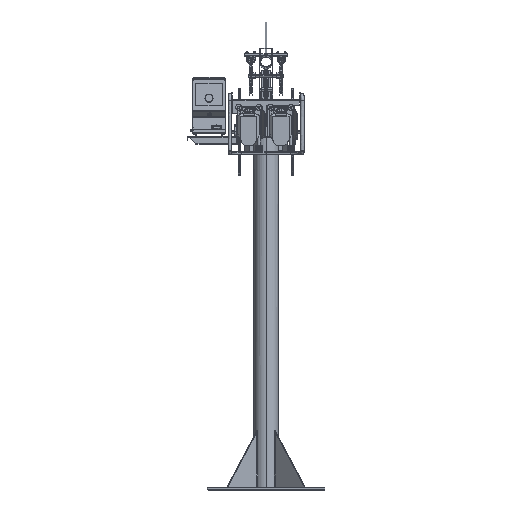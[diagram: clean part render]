
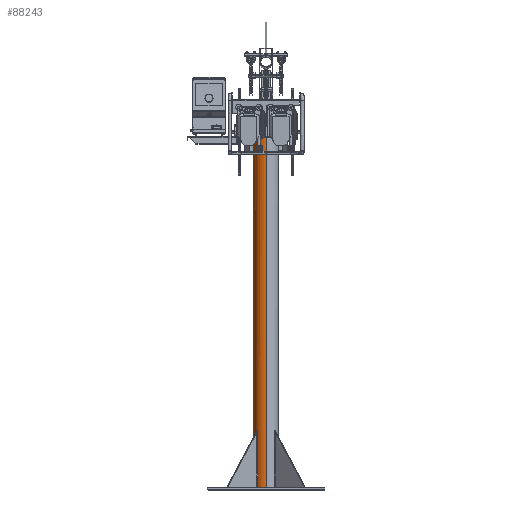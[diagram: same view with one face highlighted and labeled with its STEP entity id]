
A CAD part, top view. The second image highlights one B-rep face of the part: STEP entity #88243.
In plain terms, the highlighted cylindrical face has radius 63.5 mm (diameter 127 mm), a partial arc.
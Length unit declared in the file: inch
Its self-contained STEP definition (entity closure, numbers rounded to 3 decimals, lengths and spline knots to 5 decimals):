
#71332 = DIRECTION ( 'NONE',  ( 0., -1., 0. ) ) ;
#71333 = VECTOR ( 'NONE', #71332, 39.37008 ) ;
#71334 = CARTESIAN_POINT ( 'NONE',  ( 0., 72., -2.5 ) ) ;
#71335 = LINE ( 'NONE', #71334, #71333 ) ;
#71337 = CARTESIAN_POINT ( 'NONE',  ( 0., 0.375, -2.5 ) ) ;
#71972 = CARTESIAN_POINT ( 'NONE',  ( 0., 72., -2.5 ) ) ;
#72076 = CARTESIAN_POINT ( 'NONE',  ( 0., 0.375, 2.5 ) ) ;
#72077 = DIRECTION ( 'NONE',  ( 0., -1., 0. ) ) ;
#72078 = VECTOR ( 'NONE', #72077, 39.37008 ) ;
#72079 = CARTESIAN_POINT ( 'NONE',  ( 0., 72., 2.5 ) ) ;
#72081 = LINE ( 'NONE', #72079, #72078 ) ;
#72083 = CARTESIAN_POINT ( 'NONE',  ( 0., 72., 2.5 ) ) ;
#72104 = CARTESIAN_POINT ( 'NONE',  ( -1.67717, 0.375, -1.85394 ) ) ;
#72190 = DIRECTION ( 'NONE',  ( 0., 1., 0. ) ) ;
#72191 = VECTOR ( 'NONE', #72190, 39.37008 ) ;
#72193 = CARTESIAN_POINT ( 'NONE',  ( -1.85394, 72., 1.67717 ) ) ;
#72195 = LINE ( 'NONE', #72193, #72191 ) ;
#72210 = CARTESIAN_POINT ( 'NONE',  ( -1.85394, 0.375, 1.67717 ) ) ;
#72353 = CARTESIAN_POINT ( 'NONE',  ( -1.67717, 12.05002, 1.85394 ) ) ;
#72367 = DIRECTION ( 'NONE',  ( 0., -1., 0. ) ) ;
#72368 = VECTOR ( 'NONE', #72367, 39.37008 ) ;
#72369 = CARTESIAN_POINT ( 'NONE',  ( -1.67717, 72., 1.85394 ) ) ;
#72370 = LINE ( 'NONE', #72369, #72368 ) ;
#72395 = CARTESIAN_POINT ( 'NONE',  ( -1.67717, 0.375, 1.85394 ) ) ;
#72471 =( BOUNDED_CURVE ( )  B_SPLINE_CURVE ( 3, ( #72583, #72582, #72581, #72579 ),
 .UNSPECIFIED., .F., .T. ) 
 B_SPLINE_CURVE_WITH_KNOTS ( ( 4, 4 ),
 ( 6.23316, 6.33321 ),
 .UNSPECIFIED. ) 
 CURVE ( )  GEOMETRIC_REPRESENTATION_ITEM ( )  RATIONAL_B_SPLINE_CURVE ( ( 1., 0.999, 0.999, 1. ) ) 
 REPRESENTATION_ITEM ( '' )  );
#72530 = AXIS2_PLACEMENT_3D ( 'NONE', #72643, #72642, #72641 ) ;
#72532 = CYLINDRICAL_SURFACE ( 'NONE', #72530, 2.5 ) ;
#72537 = FACE_OUTER_BOUND ( 'NONE', #88245, .T. ) ;
#72539 = DIRECTION ( 'NONE',  ( 0., 1., 0. ) ) ;
#72541 = VECTOR ( 'NONE', #72539, 39.37008 ) ;
#72543 = CARTESIAN_POINT ( 'NONE',  ( -1.67717, 72., -1.85394 ) ) ;
#72544 = LINE ( 'NONE', #72543, #72541 ) ;
#72548 = CARTESIAN_POINT ( 'NONE',  ( -1.85394, 12.05002, 1.67717 ) ) ;
#72579 = CARTESIAN_POINT ( 'NONE',  ( -1.85394, 12.05002, -1.67717 ) ) ;
#72581 = CARTESIAN_POINT ( 'NONE',  ( -1.79799, 12.04446, -1.73902 ) ) ;
#72582 = CARTESIAN_POINT ( 'NONE',  ( -1.73902, 12.04446, -1.79799 ) ) ;
#72583 = CARTESIAN_POINT ( 'NONE',  ( -1.67717, 12.05002, -1.85394 ) ) ;
#72588 = CARTESIAN_POINT ( 'NONE',  ( -1.67717, 12.05002, 1.85394 ) ) ;
#72590 = CARTESIAN_POINT ( 'NONE',  ( -1.73902, 12.04446, 1.79799 ) ) ;
#72592 = CARTESIAN_POINT ( 'NONE',  ( -1.79799, 12.04446, 1.73902 ) ) ;
#72595 = CARTESIAN_POINT ( 'NONE',  ( -1.85394, 12.05002, 1.67717 ) ) ;
#72599 =( BOUNDED_CURVE ( )  B_SPLINE_CURVE ( 3, ( #72595, #72592, #72590, #72588 ),
 .UNSPECIFIED., .F., .T. ) 
 B_SPLINE_CURVE_WITH_KNOTS ( ( 4, 4 ),
 ( 6.23316, 6.33321 ),
 .UNSPECIFIED. ) 
 CURVE ( )  GEOMETRIC_REPRESENTATION_ITEM ( )  RATIONAL_B_SPLINE_CURVE ( ( 1., 0.999, 0.999, 1. ) ) 
 REPRESENTATION_ITEM ( '' )  );
#72641 = DIRECTION ( 'NONE',  ( 0., 0., -1. ) ) ;
#72642 = DIRECTION ( 'NONE',  ( 0., -1., 0. ) ) ;
#72643 = CARTESIAN_POINT ( 'NONE',  ( 0., 72., 0. ) ) ;
#72671 = DIRECTION ( 'NONE',  ( 0., 0., -1. ) ) ;
#72672 = DIRECTION ( 'NONE',  ( 0., -1., 0. ) ) ;
#72673 = CARTESIAN_POINT ( 'NONE',  ( 0., 72., 0. ) ) ;
#72675 = AXIS2_PLACEMENT_3D ( 'NONE', #72673, #72672, #72671 ) ;
#72677 = CIRCLE ( 'NONE', #72675, 2.5 ) ;
#72737 = CARTESIAN_POINT ( 'NONE',  ( -1.85394, 12.05002, -1.67717 ) ) ;
#72738 = DIRECTION ( 'NONE',  ( 0., -1., 0. ) ) ;
#72739 = VECTOR ( 'NONE', #72738, 39.37008 ) ;
#72740 = CARTESIAN_POINT ( 'NONE',  ( -1.85394, 72., -1.67717 ) ) ;
#72741 = LINE ( 'NONE', #72740, #72739 ) ;
#72826 = CARTESIAN_POINT ( 'NONE',  ( -1.67717, 12.05002, -1.85394 ) ) ;
#72891 = CARTESIAN_POINT ( 'NONE',  ( -1.85394, 0.375, -1.67717 ) ) ;
#73105 = DIRECTION ( 'NONE',  ( 0., 0., -1. ) ) ;
#73106 = DIRECTION ( 'NONE',  ( 0., -1., 0. ) ) ;
#73107 = CARTESIAN_POINT ( 'NONE',  ( 0., 0.375, 0. ) ) ;
#73108 = AXIS2_PLACEMENT_3D ( 'NONE', #73107, #73106, #73105 ) ;
#73109 = CIRCLE ( 'NONE', #73108, 2.5 ) ;
#73148 = DIRECTION ( 'NONE',  ( 0., 0., -1. ) ) ;
#73149 = DIRECTION ( 'NONE',  ( 0., -1., 0. ) ) ;
#73150 = CARTESIAN_POINT ( 'NONE',  ( 0., 0.375, 0. ) ) ;
#73151 = AXIS2_PLACEMENT_3D ( 'NONE', #73150, #73149, #73148 ) ;
#73152 = CIRCLE ( 'NONE', #73151, 2.5 ) ;
#73228 = DIRECTION ( 'NONE',  ( 0., 0., -1. ) ) ;
#73229 = DIRECTION ( 'NONE',  ( 0., -1., 0. ) ) ;
#73230 = CARTESIAN_POINT ( 'NONE',  ( 0., 0.375, 0. ) ) ;
#73231 = AXIS2_PLACEMENT_3D ( 'NONE', #73230, #73229, #73228 ) ;
#73232 = CIRCLE ( 'NONE', #73231, 2.5 ) ;
#87606 = VERTEX_POINT ( 'NONE', #71337 ) ;
#87608 = EDGE_CURVE ( 'NONE', #88089, #87606, #71335, .T. ) ;
#88089 = VERTEX_POINT ( 'NONE', #71972 ) ;
#88090 = VERTEX_POINT ( 'NONE', #72083 ) ;
#88092 = EDGE_CURVE ( 'NONE', #88090, #88093, #72081, .T. ) ;
#88093 = VERTEX_POINT ( 'NONE', #72076 ) ;
#88113 = VERTEX_POINT ( 'NONE', #72104 ) ;
#88123 = VERTEX_POINT ( 'NONE', #72210 ) ;
#88130 = EDGE_CURVE ( 'NONE', #88123, #88237, #72195, .T. ) ;
#88155 = ORIENTED_EDGE ( 'NONE', *, *, #88092, .F. ) ;
#88156 = ORIENTED_EDGE ( 'NONE', *, *, #88241, .T. ) ;
#88180 = VERTEX_POINT ( 'NONE', #72395 ) ;
#88188 = EDGE_CURVE ( 'NONE', #88190, #88180, #72370, .T. ) ;
#88190 = VERTEX_POINT ( 'NONE', #72353 ) ;
#88229 = EDGE_CURVE ( 'NONE', #88300, #88287, #72471, .T. ) ;
#88237 = VERTEX_POINT ( 'NONE', #72548 ) ;
#88241 = EDGE_CURVE ( 'NONE', #88113, #88300, #72544, .T. ) ;
#88243 = ADVANCED_FACE ( 'NONE', ( #72537 ), #72532, .T. ) ;
#88245 = EDGE_LOOP ( 'NONE', ( #88155, #88572, #88468, #88573, #88156, #88470, #88471, #88502, #88504, #88469, #88575, #88467 ) ) ;
#88262 = EDGE_CURVE ( 'NONE', #88237, #88190, #72599, .T. ) ;
#88269 = EDGE_CURVE ( 'NONE', #88090, #88089, #72677, .T. ) ;
#88286 = EDGE_CURVE ( 'NONE', #88287, #88335, #72741, .T. ) ;
#88287 = VERTEX_POINT ( 'NONE', #72737 ) ;
#88300 = VERTEX_POINT ( 'NONE', #72826 ) ;
#88335 = VERTEX_POINT ( 'NONE', #72891 ) ;
#88467 = ORIENTED_EDGE ( 'NONE', *, *, #88484, .F. ) ;
#88468 = ORIENTED_EDGE ( 'NONE', *, *, #87608, .T. ) ;
#88469 = ORIENTED_EDGE ( 'NONE', *, *, #88262, .T. ) ;
#88470 = ORIENTED_EDGE ( 'NONE', *, *, #88229, .T. ) ;
#88471 = ORIENTED_EDGE ( 'NONE', *, *, #88286, .T. ) ;
#88484 = EDGE_CURVE ( 'NONE', #88093, #88180, #73109, .T. ) ;
#88502 = ORIENTED_EDGE ( 'NONE', *, *, #88503, .F. ) ;
#88503 = EDGE_CURVE ( 'NONE', #88123, #88335, #73152, .T. ) ;
#88504 = ORIENTED_EDGE ( 'NONE', *, *, #88130, .T. ) ;
#88572 = ORIENTED_EDGE ( 'NONE', *, *, #88269, .T. ) ;
#88573 = ORIENTED_EDGE ( 'NONE', *, *, #88574, .F. ) ;
#88574 = EDGE_CURVE ( 'NONE', #88113, #87606, #73232, .T. ) ;
#88575 = ORIENTED_EDGE ( 'NONE', *, *, #88188, .T. ) ;
